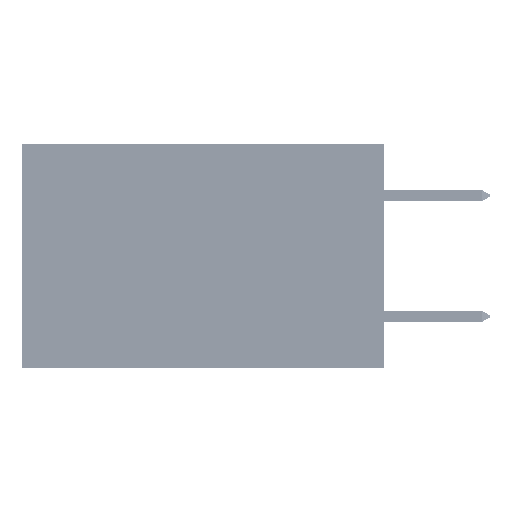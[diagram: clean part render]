
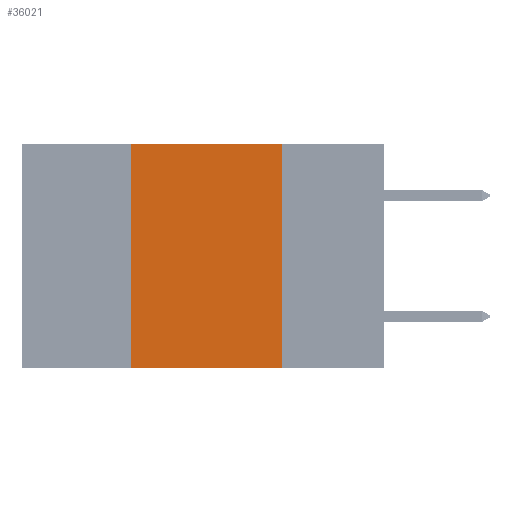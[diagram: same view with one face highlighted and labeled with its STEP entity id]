
A CAD part, left-side view. The second image highlights one B-rep face of the part: STEP entity #36021.
In plain terms, the highlighted planar face has unit normal (-1, 0, 0).
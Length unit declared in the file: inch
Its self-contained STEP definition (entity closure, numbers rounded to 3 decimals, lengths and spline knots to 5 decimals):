
#2946 = ORIENTED_EDGE ( 'NONE', *, *, #9419, .T. ) ;
#3228 = VECTOR ( 'NONE', #6605, 39.37008 ) ;
#3292 = DIRECTION ( 'NONE',  ( 0., 0., -1. ) ) ;
#3454 = DIRECTION ( 'NONE',  ( 1., 0., 0. ) ) ;
#6605 = DIRECTION ( 'NONE',  ( 0., 0., 1. ) ) ;
#8553 = DIRECTION ( 'NONE',  ( 0., 0., -1. ) ) ;
#9419 = EDGE_CURVE ( 'NONE', #18232, #13869, #29844, .T. ) ;
#9986 = CARTESIAN_POINT ( 'NONE',  ( 0., 0.6, -0.37 ) ) ;
#12117 = CARTESIAN_POINT ( 'NONE',  ( 0., 0.17, 0. ) ) ;
#12311 = ORIENTED_EDGE ( 'NONE', *, *, #25108, .F. ) ;
#13079 = LINE ( 'NONE', #43477, #3228 ) ;
#13557 = DIRECTION ( 'NONE',  ( 0., -1., 0. ) ) ;
#13695 = DIRECTION ( 'NONE',  ( 0., -1., 0. ) ) ;
#13869 = VERTEX_POINT ( 'NONE', #45063 ) ;
#17080 = VECTOR ( 'NONE', #13557, 39.37008 ) ;
#18232 = VERTEX_POINT ( 'NONE', #29738 ) ;
#19167 = CARTESIAN_POINT ( 'NONE',  ( 0., 0.42, 0. ) ) ;
#21730 = VECTOR ( 'NONE', #13695, 39.37008 ) ;
#21861 = VECTOR ( 'NONE', #8553, 39.37008 ) ;
#24126 = VERTEX_POINT ( 'NONE', #19167 ) ;
#24759 = CARTESIAN_POINT ( 'NONE',  ( 0., 0.6, 0. ) ) ;
#24796 = EDGE_CURVE ( 'NONE', #35614, #13869, #32927, .T. ) ;
#25108 = EDGE_CURVE ( 'NONE', #18232, #24126, #13079, .T. ) ;
#25529 = PLANE ( 'NONE',  #28643 ) ;
#25873 = EDGE_CURVE ( 'NONE', #24126, #35614, #39121, .T. ) ;
#28643 = AXIS2_PLACEMENT_3D ( 'NONE', #37604, #3454, #3292 ) ;
#29738 = CARTESIAN_POINT ( 'NONE',  ( 0., 0.42, -0.37 ) ) ;
#29844 = LINE ( 'NONE', #9986, #17080 ) ;
#32927 = LINE ( 'NONE', #12117, #21861 ) ;
#35614 = VERTEX_POINT ( 'NONE', #41937 ) ;
#36021 = ADVANCED_FACE ( 'NONE', ( #36951 ), #25529, .F. ) ;
#36951 = FACE_OUTER_BOUND ( 'NONE', #38403, .T. ) ;
#37604 = CARTESIAN_POINT ( 'NONE',  ( 0., 0.6, 0. ) ) ;
#38403 = EDGE_LOOP ( 'NONE', ( #39019, #42334, #12311, #2946 ) ) ;
#39019 = ORIENTED_EDGE ( 'NONE', *, *, #24796, .F. ) ;
#39121 = LINE ( 'NONE', #24759, #21730 ) ;
#41937 = CARTESIAN_POINT ( 'NONE',  ( 0., 0.17, 0. ) ) ;
#42334 = ORIENTED_EDGE ( 'NONE', *, *, #25873, .F. ) ;
#43477 = CARTESIAN_POINT ( 'NONE',  ( 0., 0.42, 0. ) ) ;
#45063 = CARTESIAN_POINT ( 'NONE',  ( 0., 0.17, -0.37 ) ) ;
